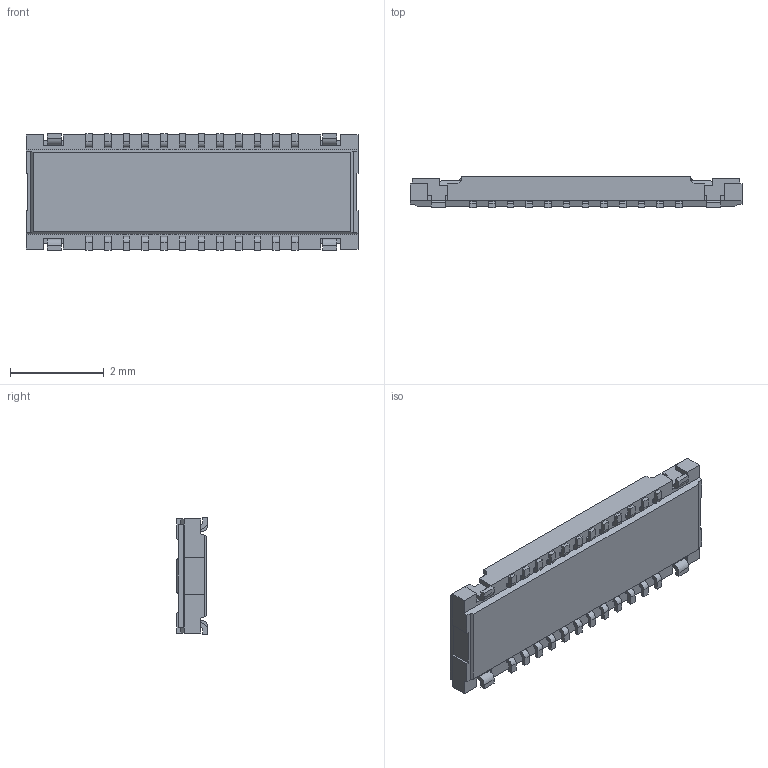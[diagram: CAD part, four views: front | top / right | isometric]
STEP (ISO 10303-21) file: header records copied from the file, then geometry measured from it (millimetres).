
FILE_DESCRIPTION(('STEP AP242'),'1');
FILE_NAME('5055502420.stp','2024-11-13T00:09:04',('TraceParts'),('TraceParts S.A.'),'Spatial InterOp 3D',' ',' ');
FILE_SCHEMA(('AP242_MANAGED_MODEL_BASED_3D_ENGINEERING_MIM_LF {1 0 10303 442 1 1 4}'));
Length unit declared in the file: millimetre
Products named in the file (1): 5055502420_1
Bounding box: 7.1 x 0.66 x 2.5 mm (x, y, z)
Volume: 7.1 mm3; surface area: 70.6 mm2
Topology: 1 solids, 1 shells, 961 faces, 2906 edges, 2076 vertices
Faces by surface type: plane 699, cylinder 254, cone 4, torus 4
Entity records: 32462 total; most frequent: CARTESIAN_POINT 5769, ORIENTED_EDGE 5588, DIRECTION 5336, EDGE_CURVE 2794, LINE 2386, VECTOR 2386, VERTEX_POINT 1852, AXIS2_PLACEMENT_3D 1475
